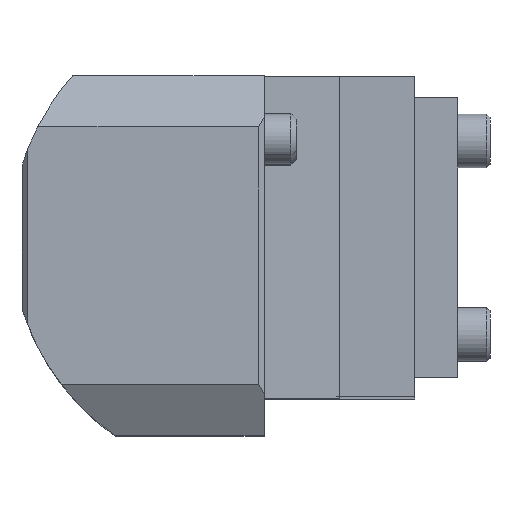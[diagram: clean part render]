
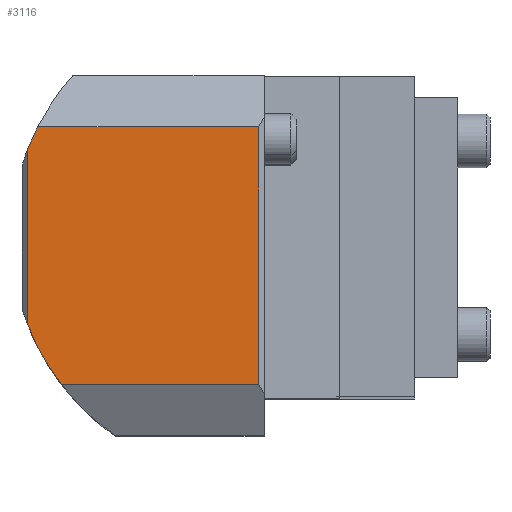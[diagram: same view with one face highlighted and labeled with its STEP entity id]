
A CAD part, top view. The second image highlights one B-rep face of the part: STEP entity #3116.
In plain terms, the highlighted planar face has unit normal (0, 0, 1).
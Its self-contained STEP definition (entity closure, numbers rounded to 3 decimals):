
#793=FACE_OUTER_BOUND('',#4018,.T.);
#1318=LINE('',#12531,#2176);
#1319=LINE('',#12535,#2177);
#1320=LINE('',#12537,#2178);
#1321=LINE('',#12539,#2179);
#2176=VECTOR('',#10322,1.);
#2177=VECTOR('',#10325,1.);
#2178=VECTOR('',#10326,1.);
#2179=VECTOR('',#10327,1.);
#3116=ADVANCED_FACE('',(#793),#3617,.F.);
#3617=PLANE('',#9654);
#4018=EDGE_LOOP('',(#4676,#4677,#4678,#4679,#4680,#4681));
#4676=ORIENTED_EDGE('',*,*,#8260,.F.);
#4677=ORIENTED_EDGE('',*,*,#8261,.T.);
#4678=ORIENTED_EDGE('',*,*,#8262,.F.);
#4679=ORIENTED_EDGE('',*,*,#8263,.T.);
#4680=ORIENTED_EDGE('',*,*,#8264,.T.);
#4681=ORIENTED_EDGE('',*,*,#8265,.F.);
#7354=VERTEX_POINT('',#12529);
#7355=VERTEX_POINT('',#12530);
#7356=VERTEX_POINT('',#12532);
#7357=VERTEX_POINT('',#12534);
#7358=VERTEX_POINT('',#12536);
#7359=VERTEX_POINT('',#12538);
#8260=EDGE_CURVE('',#7354,#7355,#9520,.T.);
#8261=EDGE_CURVE('',#7354,#7356,#1318,.T.);
#8262=EDGE_CURVE('',#7357,#7356,#9521,.T.);
#8263=EDGE_CURVE('',#7357,#7358,#1319,.T.);
#8264=EDGE_CURVE('',#7358,#7359,#1320,.T.);
#8265=EDGE_CURVE('',#7355,#7359,#1321,.T.);
#9520=CIRCLE('',#9652,45.);
#9521=CIRCLE('',#9653,45.);
#9652=AXIS2_PLACEMENT_3D('',#12528,#10320,#10321);
#9653=AXIS2_PLACEMENT_3D('',#12533,#10323,#10324);
#9654=AXIS2_PLACEMENT_3D('',#12540,#10328,#10329);
#10320=DIRECTION('',(0.,0.,-1.));
#10321=DIRECTION('',(1.,0.,0.));
#10322=DIRECTION('',(0.,-1.,0.));
#10323=DIRECTION('',(0.,0.,-1.));
#10324=DIRECTION('',(1.,0.,0.));
#10325=DIRECTION('',(1.,0.,0.));
#10326=DIRECTION('',(0.,1.,0.));
#10327=DIRECTION('',(1.,0.,0.));
#10328=DIRECTION('',(0.,0.,-1.));
#10329=DIRECTION('',(0.,-1.,0.));
#12528=CARTESIAN_POINT('',(0.,0.,100.));
#12529=CARTESIAN_POINT('',(-42.,16.155,100.));
#12530=CARTESIAN_POINT('',(-40.073,20.474,100.));
#12531=CARTESIAN_POINT('',(-42.,-13.266,100.));
#12532=CARTESIAN_POINT('',(-42.,-16.155,100.));
#12533=CARTESIAN_POINT('',(0.,0.,100.));
#12534=CARTESIAN_POINT('',(-35.64,-27.474,100.));
#12535=CARTESIAN_POINT('',(-43.,-27.474,100.));
#12536=CARTESIAN_POINT('',(1.,-27.474,100.));
#12537=CARTESIAN_POINT('',(1.,20.474,100.));
#12538=CARTESIAN_POINT('',(1.,20.474,100.));
#12539=CARTESIAN_POINT('',(-43.,20.474,100.));
#12540=CARTESIAN_POINT('',(-43.,-27.474,100.));
